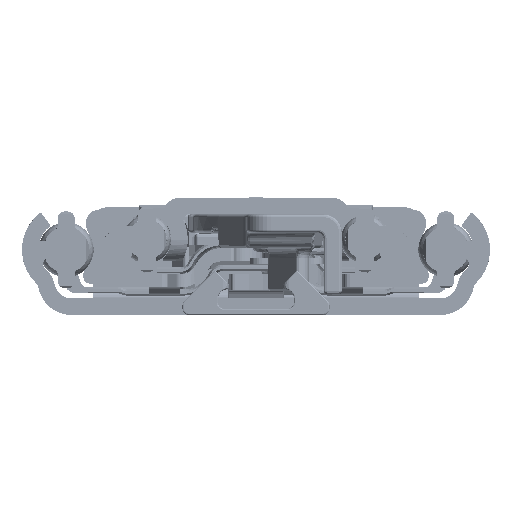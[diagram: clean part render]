
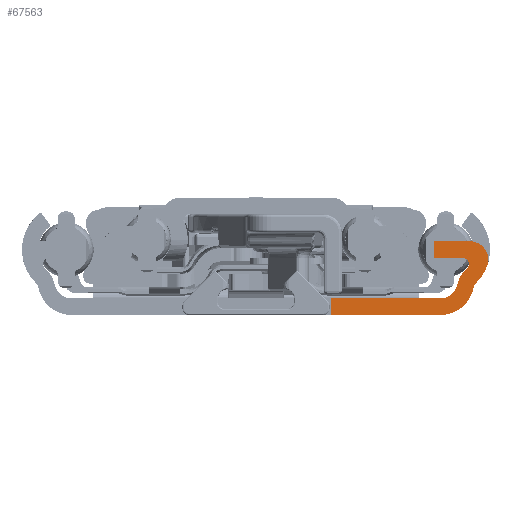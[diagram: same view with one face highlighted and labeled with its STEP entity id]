
A CAD part, front view. The second image highlights one B-rep face of the part: STEP entity #67563.
In plain terms, the highlighted planar face has unit normal (0, -1, 0).
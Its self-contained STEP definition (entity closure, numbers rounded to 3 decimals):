
#3298=PLANE('',#72137);
#4748=FACE_OUTER_BOUND('',#8688,.T.);
#8688=EDGE_LOOP('',(#44368,#44369,#44370,#44371,#44372,#44373,#44374,#44375,
#44376,#44377,#44378,#44379,#44380,#44381,#44382,#44383));
#12690=LINE('',#100054,#18036);
#12696=LINE('',#100066,#18042);
#12738=LINE('',#100193,#18084);
#12750=LINE('',#100256,#18096);
#12751=LINE('',#100264,#18097);
#12752=LINE('',#100266,#18098);
#12753=LINE('',#100268,#18099);
#12754=LINE('',#100276,#18100);
#18036=VECTOR('',#79681,10.);
#18042=VECTOR('',#79695,10.);
#18084=VECTOR('',#79783,10.);
#18096=VECTOR('',#79835,10.);
#18097=VECTOR('',#79842,10.);
#18098=VECTOR('',#79843,10.);
#18099=VECTOR('',#79844,10.);
#18100=VECTOR('',#79851,10.);
#23423=CIRCLE('',#72138,5.45);
#23424=CIRCLE('',#72139,1.5);
#23425=CIRCLE('',#72140,7.6);
#23426=CIRCLE('',#72141,3.);
#23427=CIRCLE('',#72142,1.);
#23428=CIRCLE('',#72143,4.9);
#23429=CIRCLE('',#72144,4.2);
#23430=CIRCLE('',#72145,2.75);
#26642=VERTEX_POINT('',#100050);
#26644=VERTEX_POINT('',#100053);
#26646=VERTEX_POINT('',#100065);
#26708=VERTEX_POINT('',#100191);
#26738=VERTEX_POINT('',#100253);
#26739=VERTEX_POINT('',#100255);
#26740=VERTEX_POINT('',#100257);
#26741=VERTEX_POINT('',#100259);
#26742=VERTEX_POINT('',#100261);
#26743=VERTEX_POINT('',#100263);
#26744=VERTEX_POINT('',#100265);
#26745=VERTEX_POINT('',#100267);
#26746=VERTEX_POINT('',#100269);
#26747=VERTEX_POINT('',#100271);
#26748=VERTEX_POINT('',#100273);
#26749=VERTEX_POINT('',#100275);
#33501=EDGE_CURVE('',#26644,#26642,#12690,.T.);
#33508=EDGE_CURVE('',#26646,#26644,#12696,.T.);
#33572=EDGE_CURVE('',#26642,#26708,#12738,.T.);
#33602=EDGE_CURVE('',#26708,#26738,#23423,.T.);
#33603=EDGE_CURVE('',#26738,#26739,#12750,.T.);
#33604=EDGE_CURVE('',#26739,#26740,#23424,.T.);
#33605=EDGE_CURVE('',#26740,#26741,#23425,.T.);
#33606=EDGE_CURVE('',#26741,#26742,#23426,.T.);
#33607=EDGE_CURVE('',#26742,#26743,#12751,.T.);
#33608=EDGE_CURVE('',#26743,#26744,#12752,.T.);
#33609=EDGE_CURVE('',#26744,#26745,#12753,.T.);
#33610=EDGE_CURVE('',#26745,#26746,#23427,.T.);
#33611=EDGE_CURVE('',#26746,#26747,#23428,.T.);
#33612=EDGE_CURVE('',#26747,#26748,#23429,.T.);
#33613=EDGE_CURVE('',#26748,#26749,#12754,.T.);
#33614=EDGE_CURVE('',#26749,#26646,#23430,.T.);
#44368=ORIENTED_EDGE('',*,*,#33501,.T.);
#44369=ORIENTED_EDGE('',*,*,#33572,.T.);
#44370=ORIENTED_EDGE('',*,*,#33602,.T.);
#44371=ORIENTED_EDGE('',*,*,#33603,.T.);
#44372=ORIENTED_EDGE('',*,*,#33604,.T.);
#44373=ORIENTED_EDGE('',*,*,#33605,.T.);
#44374=ORIENTED_EDGE('',*,*,#33606,.T.);
#44375=ORIENTED_EDGE('',*,*,#33607,.T.);
#44376=ORIENTED_EDGE('',*,*,#33608,.T.);
#44377=ORIENTED_EDGE('',*,*,#33609,.T.);
#44378=ORIENTED_EDGE('',*,*,#33610,.T.);
#44379=ORIENTED_EDGE('',*,*,#33611,.T.);
#44380=ORIENTED_EDGE('',*,*,#33612,.T.);
#44381=ORIENTED_EDGE('',*,*,#33613,.T.);
#44382=ORIENTED_EDGE('',*,*,#33614,.T.);
#44383=ORIENTED_EDGE('',*,*,#33508,.T.);
#67563=ADVANCED_FACE('',(#4748),#3298,.F.);
#72137=AXIS2_PLACEMENT_3D('',#100252,#79831,#79832);
#72138=AXIS2_PLACEMENT_3D('',#100254,#79833,#79834);
#72139=AXIS2_PLACEMENT_3D('',#100258,#79836,#79837);
#72140=AXIS2_PLACEMENT_3D('',#100260,#79838,#79839);
#72141=AXIS2_PLACEMENT_3D('',#100262,#79840,#79841);
#72142=AXIS2_PLACEMENT_3D('',#100270,#79845,#79846);
#72143=AXIS2_PLACEMENT_3D('',#100272,#79847,#79848);
#72144=AXIS2_PLACEMENT_3D('',#100274,#79849,#79850);
#72145=AXIS2_PLACEMENT_3D('',#100277,#79852,#79853);
#79681=DIRECTION('',(0.,0.,-1.));
#79695=DIRECTION('',(-1.,0.,0.));
#79783=DIRECTION('',(1.,0.,0.));
#79831=DIRECTION('center_axis',(0.,1.,0.));
#79832=DIRECTION('ref_axis',(0.,0.,1.));
#79833=DIRECTION('center_axis',(0.,-1.,0.));
#79834=DIRECTION('ref_axis',(-0.966,0.,0.259));
#79835=DIRECTION('',(0.259,0.,0.966));
#79836=DIRECTION('center_axis',(0.,1.,0.));
#79837=DIRECTION('ref_axis',(-0.966,0.,0.259));
#79838=DIRECTION('center_axis',(0.,-1.,0.));
#79839=DIRECTION('ref_axis',(-0.938,0.,0.348));
#79840=DIRECTION('center_axis',(0.,-1.,0.));
#79841=DIRECTION('ref_axis',(0.,0.,
-1.));
#79842=DIRECTION('',(-1.,0.,0.));
#79843=DIRECTION('',(0.,0.,-1.));
#79844=DIRECTION('',(1.,0.,0.));
#79845=DIRECTION('center_axis',(0.,1.,0.));
#79846=DIRECTION('ref_axis',(0.,0.,1.));
#79847=DIRECTION('center_axis',(0.,1.,0.));
#79848=DIRECTION('ref_axis',(0.808,0.,-0.59));
#79849=DIRECTION('center_axis',(0.,-1.,0.));
#79850=DIRECTION('ref_axis',(0.966,0.,-0.259));
#79851=DIRECTION('',(-0.259,0.,-0.966));
#79852=DIRECTION('center_axis',(0.,1.,0.));
#79853=DIRECTION('ref_axis',(0.966,0.,-0.259));
#100050=CARTESIAN_POINT('',(12.227,0.,0.));
#100053=CARTESIAN_POINT('',(12.227,0.,2.7));
#100054=CARTESIAN_POINT('',(12.227,0.,3.391));
#100065=CARTESIAN_POINT('',(30.069,0.,2.7));
#100066=CARTESIAN_POINT('',(30.069,0.,2.7));
#100191=CARTESIAN_POINT('',(30.069,0.,0.));
#100193=CARTESIAN_POINT('',(25.,0.,0.));
#100252=CARTESIAN_POINT('Origin',(0.,0.,4.082));
#100253=CARTESIAN_POINT('',(35.333,0.,4.039));
#100254=CARTESIAN_POINT('Origin',(30.069,0.,
5.45));
#100255=CARTESIAN_POINT('',(35.465,0.,4.533));
#100256=CARTESIAN_POINT('',(35.333,0.,4.039));
#100257=CARTESIAN_POINT('',(35.857,0.,5.209));
#100258=CARTESIAN_POINT('Origin',(36.914,0.,
4.145));
#100259=CARTESIAN_POINT('',(37.625,0.,7.957));
#100260=CARTESIAN_POINT('Origin',(30.5,0.,
10.6));
#100261=CARTESIAN_POINT('',(34.813,0.,12.));
#100262=CARTESIAN_POINT('Origin',(34.813,0.,
9.));
#100263=CARTESIAN_POINT('',(29.,0.,12.));
#100264=CARTESIAN_POINT('',(34.813,0.,12.));
#100265=CARTESIAN_POINT('',(29.,0.,9.3));
#100266=CARTESIAN_POINT('',(29.,0.,12.));
#100267=CARTESIAN_POINT('',(33.65,0.,9.3));
#100268=CARTESIAN_POINT('',(29.,0.,9.3));
#100269=CARTESIAN_POINT('',(34.457,0.,7.71));
#100270=CARTESIAN_POINT('Origin',(33.65,0.,
8.3));
#100271=CARTESIAN_POINT('',(33.954,0.,7.124));
#100272=CARTESIAN_POINT('Origin',(30.5,0.,
10.6));
#100273=CARTESIAN_POINT('',(32.857,0.,5.232));
#100274=CARTESIAN_POINT('Origin',(36.914,0.,
4.145));
#100275=CARTESIAN_POINT('',(32.725,0.,4.738));
#100276=CARTESIAN_POINT('',(32.857,0.,5.232));
#100277=CARTESIAN_POINT('Origin',(30.069,0.,
5.45));
